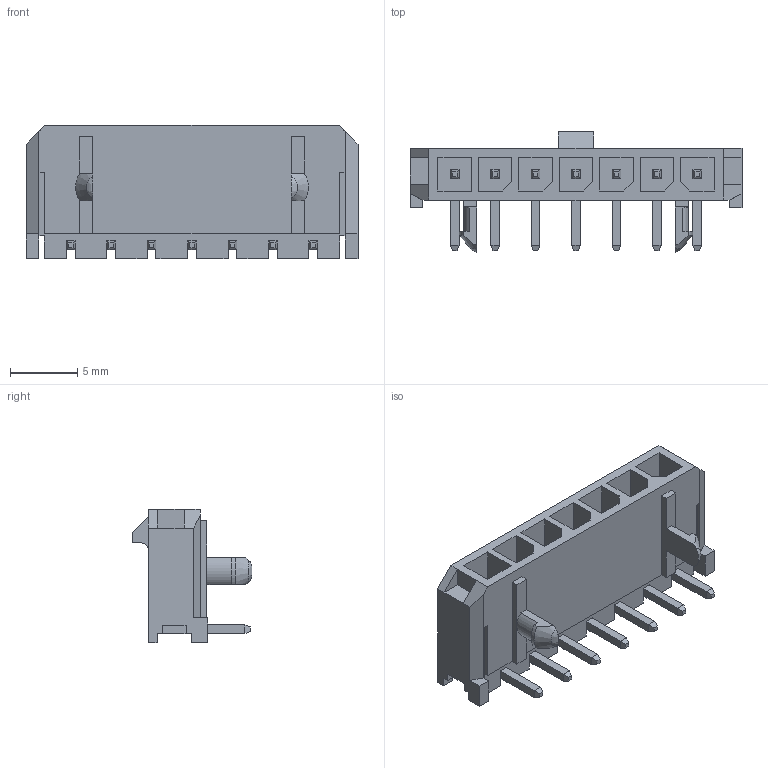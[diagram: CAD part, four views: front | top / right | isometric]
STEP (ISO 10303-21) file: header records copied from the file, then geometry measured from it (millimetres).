
FILE_DESCRIPTION((''),'2;1');
FILE_NAME('436500700','2013-12-20T',('me'),(''),'PRO/ENGINEER BY PARAMETRIC TECHNOLOGY CORPORATION, 2011490','PRO/ENGINEER BY PARAMETRIC TECHNOLOGY CORPORATION, 2011490','');
FILE_SCHEMA(('CONFIG_CONTROL_DESIGN'));
Length unit declared in the file: millimetre
Products named in the file (1): 436500700
Bounding box: 24.64 x 8.9 x 9.9 mm (x, y, z)
Volume: 611.1 mm3; surface area: 1508.2 mm2
Topology: 2 solids, 2 shells, 415 faces, 1084 edges, 690 vertices
Faces by surface type: plane 406, cylinder 5, cone 2, bspline 2
Entity records: 12436 total; most frequent: CARTESIAN_POINT 2282, ORIENTED_EDGE 2128, DIRECTION 1934, EDGE_CURVE 1064, VECTOR 1042, LINE 1042, VERTEX_POINT 668, AXIS2_PLACEMENT_3D 446
